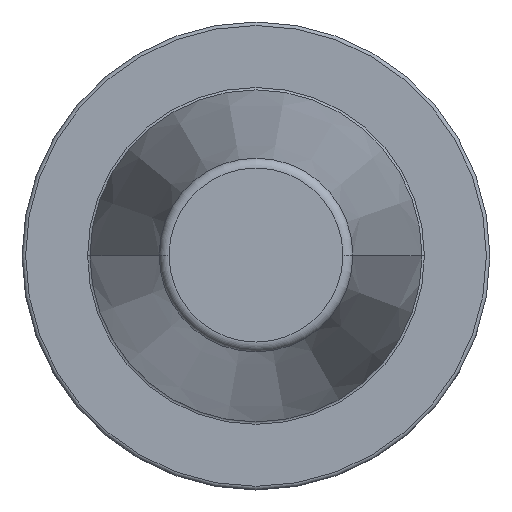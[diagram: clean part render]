
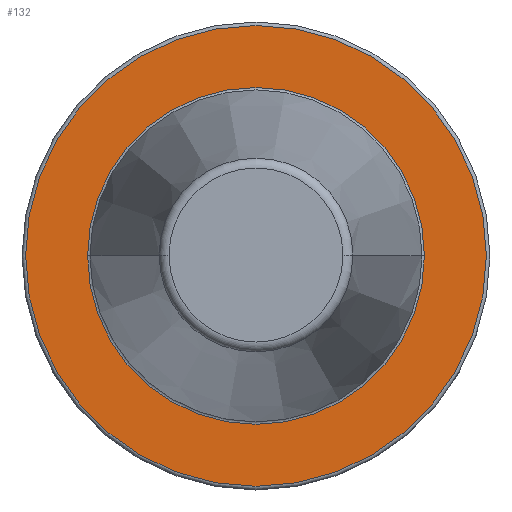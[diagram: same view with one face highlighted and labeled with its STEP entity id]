
A CAD part, top view. The second image highlights one B-rep face of the part: STEP entity #132.
In plain terms, the highlighted planar face has unit normal (0, 0, 1).
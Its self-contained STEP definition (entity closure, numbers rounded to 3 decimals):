
#38=PLANE('',#650);
#48=FACE_BOUND('',#218,.T.);
#49=FACE_BOUND('',#219,.T.);
#132=ADVANCED_FACE('',(#48,#49),#38,.F.);
#218=EDGE_LOOP('',(#325));
#219=EDGE_LOOP('',(#326,#327));
#325=ORIENTED_EDGE('',*,*,#429,.T.);
#326=ORIENTED_EDGE('',*,*,#426,.T.);
#327=ORIENTED_EDGE('',*,*,#428,.T.);
#381=VERTEX_POINT('',#894);
#384=VERTEX_POINT('',#899);
#385=VERTEX_POINT('',#906);
#426=EDGE_CURVE('',#381,#384,#499,.T.);
#428=EDGE_CURVE('',#384,#381,#501,.T.);
#429=EDGE_CURVE('',#385,#385,#502,.T.);
#499=CIRCLE('',#586,35.425);
#501=CIRCLE('',#589,35.425);
#502=CIRCLE('',#591,48.46);
#586=AXIS2_PLACEMENT_3D('',#900,#689,#690);
#589=AXIS2_PLACEMENT_3D('',#903,#695,#696);
#591=AXIS2_PLACEMENT_3D('',#905,#699,#700);
#650=AXIS2_PLACEMENT_3D('',#1021,#836,#837);
#689=DIRECTION('',(0.,0.,-1.));
#690=DIRECTION('',(-1.,0.,0.));
#695=DIRECTION('',(0.,0.,-1.));
#696=DIRECTION('',(-1.,0.,0.));
#699=DIRECTION('',(0.,0.,1.));
#700=DIRECTION('',(-1.,0.,0.));
#836=DIRECTION('',(0.,0.,-1.));
#837=DIRECTION('',(1.,0.,0.));
#894=CARTESIAN_POINT('',(-35.425,0.,-3.2));
#899=CARTESIAN_POINT('',(35.425,0.,-3.2));
#900=CARTESIAN_POINT('',(0.,0.,-3.2));
#903=CARTESIAN_POINT('',(0.,0.,-3.2));
#905=CARTESIAN_POINT('',(0.,0.,-3.2));
#906=CARTESIAN_POINT('',(-48.46,0.,-3.2));
#1021=CARTESIAN_POINT('',(0.,35.425,-3.2));
